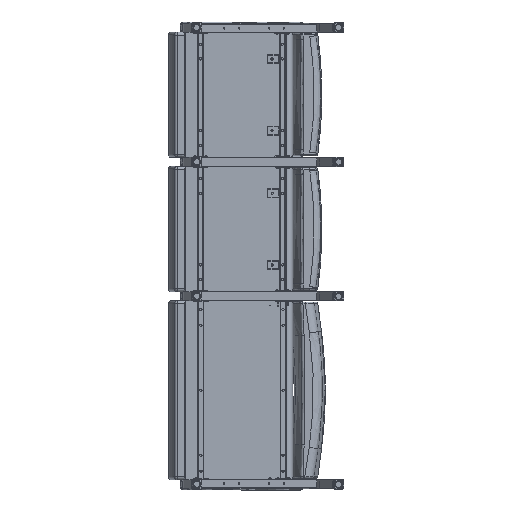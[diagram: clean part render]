
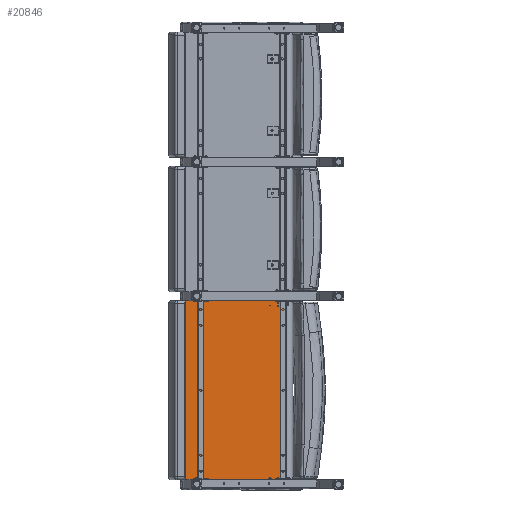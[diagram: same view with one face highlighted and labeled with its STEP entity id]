
A CAD part, front view. The second image highlights one B-rep face of the part: STEP entity #20846.
In plain terms, the highlighted planar face has unit normal (0, -1, 0).
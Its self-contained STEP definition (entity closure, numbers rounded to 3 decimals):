
#1635=PLANE('',#22501);
#2743=LINE('',#30921,#3895);
#2759=LINE('',#31055,#3911);
#2765=LINE('',#31142,#3917);
#2766=LINE('',#31144,#3918);
#3895=VECTOR('',#24886,0.394);
#3911=VECTOR('',#24962,0.394);
#3917=VECTOR('',#25024,0.394);
#3918=VECTOR('',#25027,0.394);
#5670=FACE_OUTER_BOUND('',#7079,.T.);
#7079=EDGE_LOOP('',(#14872,#14873,#14874,#14875));
#9850=VERTEX_POINT('',#30909);
#9851=VERTEX_POINT('',#30920);
#9875=VERTEX_POINT('',#31043);
#9876=VERTEX_POINT('',#31054);
#11711=EDGE_CURVE('',#9850,#9851,#2743,.T.);
#11750=EDGE_CURVE('',#9875,#9876,#2759,.T.);
#11775=EDGE_CURVE('',#9875,#9851,#2765,.T.);
#11776=EDGE_CURVE('',#9876,#9850,#2766,.T.);
#14872=ORIENTED_EDGE('',*,*,#11711,.F.);
#14873=ORIENTED_EDGE('',*,*,#11776,.F.);
#14874=ORIENTED_EDGE('',*,*,#11750,.F.);
#14875=ORIENTED_EDGE('',*,*,#11775,.T.);
#20846=ADVANCED_FACE('',(#5670),#1635,.T.);
#22501=AXIS2_PLACEMENT_3D('',#31143,#25025,#25026);
#24886=DIRECTION('',(1.,0.,0.));
#24962=DIRECTION('',(-1.,0.,0.));
#25024=DIRECTION('',(0.,0.,1.));
#25025=DIRECTION('center_axis',(0.,-1.,0.));
#25026=DIRECTION('ref_axis',(1.,0.,0.));
#25027=DIRECTION('',(0.,0.,1.));
#30909=CARTESIAN_POINT('',(-12.083,0.797,29.966));
#30920=CARTESIAN_POINT('',(4.791,0.797,29.966));
#30921=CARTESIAN_POINT('',(-9.146,0.797,29.966));
#31043=CARTESIAN_POINT('',(4.791,0.797,0.034));
#31054=CARTESIAN_POINT('',(-12.083,0.797,0.034));
#31055=CARTESIAN_POINT('',(-9.146,0.797,0.034));
#31142=CARTESIAN_POINT('',(4.791,0.797,0.));
#31143=CARTESIAN_POINT('Origin',(-12.083,0.797,0.));
#31144=CARTESIAN_POINT('',(-12.083,0.797,0.));
